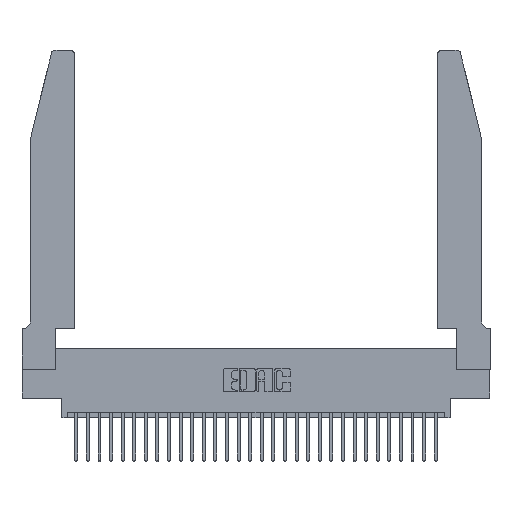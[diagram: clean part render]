
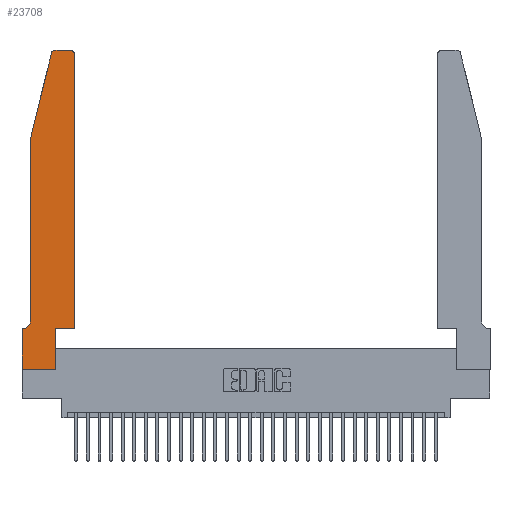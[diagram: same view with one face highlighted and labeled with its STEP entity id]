
A CAD part, top view. The second image highlights one B-rep face of the part: STEP entity #23708.
In plain terms, the highlighted planar face has unit normal (0, 0, 1).
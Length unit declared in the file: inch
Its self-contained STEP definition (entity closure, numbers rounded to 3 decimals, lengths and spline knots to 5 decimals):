
#210 = VECTOR ( 'NONE', #11344, 39.37008 ) ;
#1085 = ORIENTED_EDGE ( 'NONE', *, *, #3690, .T. ) ;
#2531 = ORIENTED_EDGE ( 'NONE', *, *, #20529, .T. ) ;
#2699 = LINE ( 'NONE', #2834, #22205 ) ;
#2834 = CARTESIAN_POINT ( 'NONE',  ( 0.2605, 2.75, 0.37 ) ) ;
#3595 = ORIENTED_EDGE ( 'NONE', *, *, #14500, .T. ) ;
#3690 = EDGE_CURVE ( 'NONE', #14029, #23513, #28267, .T. ) ;
#3692 = VECTOR ( 'NONE', #25676, 39.37008 ) ;
#4000 = DIRECTION ( 'NONE',  ( 0., 0., 1. ) ) ;
#4696 = LINE ( 'NONE', #20723, #24077 ) ;
#5385 = CIRCLE ( 'NONE', #18815, 0.03 ) ;
#5426 = ORIENTED_EDGE ( 'NONE', *, *, #19743, .T. ) ;
#5802 = ORIENTED_EDGE ( 'NONE', *, *, #16968, .T. ) ;
#5908 = AXIS2_PLACEMENT_3D ( 'NONE', #23449, #30613, #16341 ) ;
#6153 = DIRECTION ( 'NONE',  ( 0., -1., 0. ) ) ;
#6300 = VERTEX_POINT ( 'NONE', #11981 ) ;
#6444 = VECTOR ( 'NONE', #25638, 39.37008 ) ;
#6542 = CARTESIAN_POINT ( 'NONE',  ( 0.4505, 0.35, 0.37 ) ) ;
#7221 = CARTESIAN_POINT ( 'NONE',  ( 0.2865, 0.35, 0.37 ) ) ;
#7384 = FACE_OUTER_BOUND ( 'NONE', #14150, .T. ) ;
#7418 = AXIS2_PLACEMENT_3D ( 'NONE', #22765, #8226, #25138 ) ;
#7573 = CARTESIAN_POINT ( 'NONE',  ( 0.25487, 2.72718, 0.37 ) ) ;
#7660 = ORIENTED_EDGE ( 'NONE', *, *, #19803, .T. ) ;
#8226 = DIRECTION ( 'NONE',  ( 0., 0., -1. ) ) ;
#8629 = VERTEX_POINT ( 'NONE', #13774 ) ;
#8881 = CARTESIAN_POINT ( 'NONE',  ( 0.0755, 2., 0.37 ) ) ;
#9104 = CARTESIAN_POINT ( 'NONE',  ( 0.4205, 2.72, 0.37 ) ) ;
#9801 = LINE ( 'NONE', #6542, #21930 ) ;
#9828 = VERTEX_POINT ( 'NONE', #27127 ) ;
#10205 = CARTESIAN_POINT ( 'NONE',  ( 0.284, 2.75, 0.37 ) ) ;
#10547 = EDGE_CURVE ( 'NONE', #28265, #23588, #30591, .T. ) ;
#11208 = CARTESIAN_POINT ( 'NONE',  ( 0.0755, 0.35, 0.37 ) ) ;
#11344 = DIRECTION ( 'NONE',  ( -0.239, -0.971, 0. ) ) ;
#11562 = DIRECTION ( 'NONE',  ( 1., 0., 0. ) ) ;
#11818 = CARTESIAN_POINT ( 'NONE',  ( 0.0055, 0.35, 0.37 ) ) ;
#11981 = CARTESIAN_POINT ( 'NONE',  ( 0.0755, 2., 0.37 ) ) ;
#13214 = ORIENTED_EDGE ( 'NONE', *, *, #10547, .T. ) ;
#13326 = LINE ( 'NONE', #8881, #210 ) ;
#13462 = CIRCLE ( 'NONE', #7418, 0.07 ) ;
#13774 = CARTESIAN_POINT ( 'NONE',  ( 0.0755, 0.42, 0.37 ) ) ;
#13963 = CARTESIAN_POINT ( 'NONE',  ( 0.4205, 2.75, 0.37 ) ) ;
#14029 = VERTEX_POINT ( 'NONE', #14278 ) ;
#14150 = EDGE_LOOP ( 'NONE', ( #5802, #22329, #3595, #15141, #21215, #13214, #21143, #5426, #2531, #1085, #30166, #7660 ) ) ;
#14278 = CARTESIAN_POINT ( 'NONE',  ( 0.2865, 0.35, 0.37 ) ) ;
#14356 = EDGE_CURVE ( 'NONE', #6300, #8629, #30554, .T. ) ;
#14500 = EDGE_CURVE ( 'NONE', #17507, #6300, #13326, .T. ) ;
#14798 = VECTOR ( 'NONE', #28829, 39.37008 ) ;
#15141 = ORIENTED_EDGE ( 'NONE', *, *, #14356, .T. ) ;
#15999 = LINE ( 'NONE', #16051, #3692 ) ;
#16051 = CARTESIAN_POINT ( 'NONE',  ( 0., 0., 0.37 ) ) ;
#16341 = DIRECTION ( 'NONE',  ( 1., 0., 0. ) ) ;
#16886 = DIRECTION ( 'NONE',  ( 0., 1., 0. ) ) ;
#16935 = VERTEX_POINT ( 'NONE', #10205 ) ;
#16968 = EDGE_CURVE ( 'NONE', #22936, #16935, #2699, .T. ) ;
#17507 = VERTEX_POINT ( 'NONE', #7573 ) ;
#18153 = CARTESIAN_POINT ( 'NONE',  ( 0.0755, 2., 0.37 ) ) ;
#18223 = CARTESIAN_POINT ( 'NONE',  ( 0., 0.35, 0.37 ) ) ;
#18528 = PLANE ( 'NONE',  #5908 ) ;
#18663 = CARTESIAN_POINT ( 'NONE',  ( 0.284, 2.72, 0.37 ) ) ;
#18815 = AXIS2_PLACEMENT_3D ( 'NONE', #18663, #4000, #21068 ) ;
#18980 = VERTEX_POINT ( 'NONE', #25191 ) ;
#19242 = CARTESIAN_POINT ( 'NONE',  ( 0.4505, 2.72, 0.37 ) ) ;
#19394 = CIRCLE ( 'NONE', #21339, 0.03 ) ;
#19743 = EDGE_CURVE ( 'NONE', #18980, #9828, #15999, .T. ) ;
#19803 = EDGE_CURVE ( 'NONE', #26483, #22936, #19394, .T. ) ;
#20529 = EDGE_CURVE ( 'NONE', #9828, #14029, #31290, .T. ) ;
#20560 = DIRECTION ( 'NONE',  ( 0., -1., 0. ) ) ;
#20723 = CARTESIAN_POINT ( 'NONE',  ( 0., 0., 0.37 ) ) ;
#21068 = DIRECTION ( 'NONE',  ( 1., 0., 0. ) ) ;
#21143 = ORIENTED_EDGE ( 'NONE', *, *, #23593, .T. ) ;
#21215 = ORIENTED_EDGE ( 'NONE', *, *, #26742, .T. ) ;
#21339 = AXIS2_PLACEMENT_3D ( 'NONE', #9104, #25977, #11562 ) ;
#21930 = VECTOR ( 'NONE', #25901, 39.37008 ) ;
#22205 = VECTOR ( 'NONE', #27045, 39.37008 ) ;
#22329 = ORIENTED_EDGE ( 'NONE', *, *, #24913, .T. ) ;
#22765 = CARTESIAN_POINT ( 'NONE',  ( 0.0055, 0.42, 0.37 ) ) ;
#22936 = VERTEX_POINT ( 'NONE', #13963 ) ;
#23449 = CARTESIAN_POINT ( 'NONE',  ( 0., 0.35, 0.37 ) ) ;
#23513 = VERTEX_POINT ( 'NONE', #27403 ) ;
#23588 = VERTEX_POINT ( 'NONE', #18223 ) ;
#23593 = EDGE_CURVE ( 'NONE', #23588, #18980, #4696, .T. ) ;
#23708 = ADVANCED_FACE ( 'NONE', ( #7384 ), #18528, .T. ) ;
#24077 = VECTOR ( 'NONE', #6153, 39.37008 ) ;
#24913 = EDGE_CURVE ( 'NONE', #16935, #17507, #5385, .T. ) ;
#24960 = VECTOR ( 'NONE', #16886, 39.37008 ) ;
#25138 = DIRECTION ( 'NONE',  ( -1., 0., 0. ) ) ;
#25191 = CARTESIAN_POINT ( 'NONE',  ( 0., 0., 0.37 ) ) ;
#25638 = DIRECTION ( 'NONE',  ( -1., 0., 0. ) ) ;
#25676 = DIRECTION ( 'NONE',  ( 1., 0., 0. ) ) ;
#25901 = DIRECTION ( 'NONE',  ( 0., 1., 0. ) ) ;
#25977 = DIRECTION ( 'NONE',  ( 0., 0., 1. ) ) ;
#26457 = CARTESIAN_POINT ( 'NONE',  ( 0.4505, 0.35, 0.37 ) ) ;
#26483 = VERTEX_POINT ( 'NONE', #19242 ) ;
#26742 = EDGE_CURVE ( 'NONE', #8629, #28265, #13462, .T. ) ;
#27045 = DIRECTION ( 'NONE',  ( -1., 0., 0. ) ) ;
#27127 = CARTESIAN_POINT ( 'NONE',  ( 0.2865, 0., 0.37 ) ) ;
#27403 = CARTESIAN_POINT ( 'NONE',  ( 0.4505, 0.35, 0.37 ) ) ;
#28265 = VERTEX_POINT ( 'NONE', #11818 ) ;
#28267 = LINE ( 'NONE', #26457, #14798 ) ;
#28829 = DIRECTION ( 'NONE',  ( 1., 0., 0. ) ) ;
#29071 = VECTOR ( 'NONE', #20560, 39.37008 ) ;
#29805 = EDGE_CURVE ( 'NONE', #23513, #26483, #9801, .T. ) ;
#30166 = ORIENTED_EDGE ( 'NONE', *, *, #29805, .T. ) ;
#30554 = LINE ( 'NONE', #18153, #29071 ) ;
#30591 = LINE ( 'NONE', #11208, #6444 ) ;
#30613 = DIRECTION ( 'NONE',  ( 0., 0., 1. ) ) ;
#31290 = LINE ( 'NONE', #7221, #24960 ) ;
